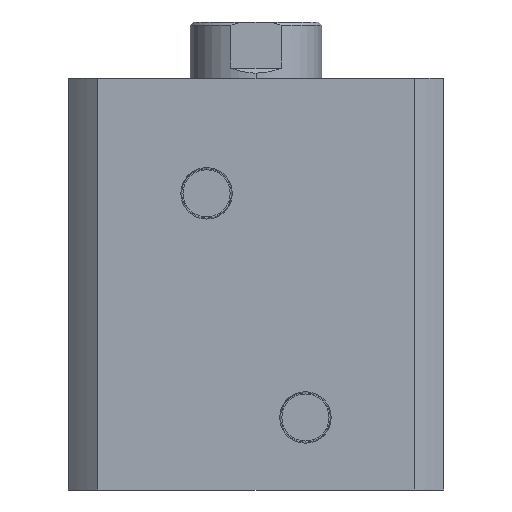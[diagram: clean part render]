
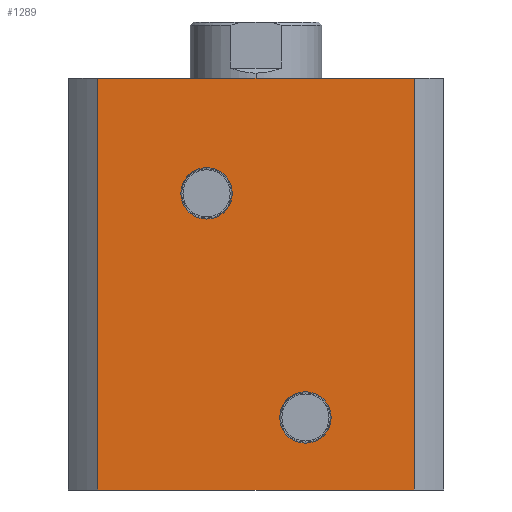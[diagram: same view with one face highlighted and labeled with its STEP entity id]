
A CAD part, left-side view. The second image highlights one B-rep face of the part: STEP entity #1289.
In plain terms, the highlighted planar face has unit normal (-1, 0, 0).
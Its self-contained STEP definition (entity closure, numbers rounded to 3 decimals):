
#93 = VERTEX_POINT ( 'NONE', #926 ) ;
#773 = PLANE ( 'NONE',  #1715 ) ;
#776 = DIRECTION ( 'NONE',  ( 0., 1., 0. ) ) ;
#841 = CARTESIAN_POINT ( 'NONE',  ( -57., 0., 125. ) ) ;
#847 = DIRECTION ( 'NONE',  ( 1., 0., 0. ) ) ;
#876 = CARTESIAN_POINT ( 'NONE',  ( -57., -15., 14.203 ) ) ;
#885 = CARTESIAN_POINT ( 'NONE',  ( -57., -15., 29.797 ) ) ;
#911 = CARTESIAN_POINT ( 'NONE',  ( -57., 47.971, 125. ) ) ;
#912 = CARTESIAN_POINT ( 'NONE',  ( -57., 47.971, 0. ) ) ;
#916 = CARTESIAN_POINT ( 'NONE',  ( -57., 15., 97.797 ) ) ;
#918 = CARTESIAN_POINT ( 'NONE',  ( -57., 15., 82.203 ) ) ;
#926 = CARTESIAN_POINT ( 'NONE',  ( -57., -47.971, 0. ) ) ;
#939 = CARTESIAN_POINT ( 'NONE',  ( -57., -47.971, 125. ) ) ;
#1060 = VERTEX_POINT ( 'NONE', #939 ) ;
#1062 = VERTEX_POINT ( 'NONE', #912 ) ;
#1063 = VERTEX_POINT ( 'NONE', #911 ) ;
#1091 = VERTEX_POINT ( 'NONE', #885 ) ;
#1097 = VERTEX_POINT ( 'NONE', #916 ) ;
#1099 = VERTEX_POINT ( 'NONE', #918 ) ;
#1101 = VERTEX_POINT ( 'NONE', #876 ) ;
#1211 = EDGE_LOOP ( 'NONE', ( #3324, #3353, #3363, #3354 ) ) ;
#1212 = EDGE_LOOP ( 'NONE', ( #3144, #3142 ) ) ;
#1215 = EDGE_LOOP ( 'NONE', ( #3112, #3115 ) ) ;
#1289 = ADVANCED_FACE ( 'NONE', ( #3521, #3518, #3531 ), #773, .F. ) ;
#1438 = EDGE_CURVE ( 'NONE', #1101, #1091, #2561, .T. ) ;
#1446 = EDGE_CURVE ( 'NONE', #1099, #1097, #2573, .T. ) ;
#1573 = EDGE_CURVE ( 'NONE', #1063, #1062, #2787, .T. ) ;
#1575 = EDGE_CURVE ( 'NONE', #1091, #1101, #2790, .T. ) ;
#1576 = EDGE_CURVE ( 'NONE', #1097, #1099, #2791, .T. ) ;
#1577 = EDGE_CURVE ( 'NONE', #1062, #93, #2792, .T. ) ;
#1578 = EDGE_CURVE ( 'NONE', #1060, #93, #2793, .T. ) ;
#1579 = EDGE_CURVE ( 'NONE', #1063, #1060, #2788, .T. ) ;
#1715 = AXIS2_PLACEMENT_3D ( 'NONE', #841, #847, #776 ) ;
#1822 = AXIS2_PLACEMENT_3D ( 'NONE', #2048, #2049, #2050 ) ;
#1826 = AXIS2_PLACEMENT_3D ( 'NONE', #2068, #2069, #2070 ) ;
#1869 = AXIS2_PLACEMENT_3D ( 'NONE', #2369, #2370, #2371 ) ;
#1870 = AXIS2_PLACEMENT_3D ( 'NONE', #2374, #2375, #2376 ) ;
#2048 = CARTESIAN_POINT ( 'NONE',  ( -57., -15., 22. ) ) ;
#2049 = DIRECTION ( 'NONE',  ( -1., 0., 0. ) ) ;
#2050 = DIRECTION ( 'NONE',  ( 0., 0., 1. ) ) ;
#2068 = CARTESIAN_POINT ( 'NONE',  ( -57., 15., 90. ) ) ;
#2069 = DIRECTION ( 'NONE',  ( -1., 0., 0. ) ) ;
#2070 = DIRECTION ( 'NONE',  ( 0., 0., 1. ) ) ;
#2352 = DIRECTION ( 'NONE',  ( 0., 0., -1. ) ) ;
#2358 = CARTESIAN_POINT ( 'NONE',  ( -57., 47.971, 125. ) ) ;
#2367 = CARTESIAN_POINT ( 'NONE',  ( -57., 0., 0. ) ) ;
#2368 = DIRECTION ( 'NONE',  ( 0., -1., 0. ) ) ;
#2369 = CARTESIAN_POINT ( 'NONE',  ( -57., -15., 22. ) ) ;
#2370 = DIRECTION ( 'NONE',  ( -1., 0., 0. ) ) ;
#2371 = DIRECTION ( 'NONE',  ( 0., 0., 1. ) ) ;
#2373 = CARTESIAN_POINT ( 'NONE',  ( -57., 0., 125. ) ) ;
#2374 = CARTESIAN_POINT ( 'NONE',  ( -57., 15., 90. ) ) ;
#2375 = DIRECTION ( 'NONE',  ( -1., 0., 0. ) ) ;
#2376 = DIRECTION ( 'NONE',  ( 0., 0., 1. ) ) ;
#2377 = CARTESIAN_POINT ( 'NONE',  ( -57., -47.971, 125. ) ) ;
#2379 = DIRECTION ( 'NONE',  ( 0., 0., -1. ) ) ;
#2380 = DIRECTION ( 'NONE',  ( 0., -1., 0. ) ) ;
#2561 = CIRCLE ( 'NONE', #1822, 7.797 ) ;
#2573 = CIRCLE ( 'NONE', #1826, 7.797 ) ;
#2787 = LINE ( 'NONE', #2358, #2789 ) ;
#2788 = LINE ( 'NONE', #2373, #2798 ) ;
#2789 = VECTOR ( 'NONE', #2352, 1000. ) ;
#2790 = CIRCLE ( 'NONE', #1869, 7.797 ) ;
#2791 = CIRCLE ( 'NONE', #1870, 7.797 ) ;
#2792 = LINE ( 'NONE', #2367, #2794 ) ;
#2793 = LINE ( 'NONE', #2377, #2796 ) ;
#2794 = VECTOR ( 'NONE', #2368, 1000. ) ;
#2796 = VECTOR ( 'NONE', #2379, 1000. ) ;
#2798 = VECTOR ( 'NONE', #2380, 1000. ) ;
#3112 = ORIENTED_EDGE ( 'NONE', *, *, #1575, .F. ) ;
#3115 = ORIENTED_EDGE ( 'NONE', *, *, #1438, .F. ) ;
#3142 = ORIENTED_EDGE ( 'NONE', *, *, #1446, .F. ) ;
#3144 = ORIENTED_EDGE ( 'NONE', *, *, #1576, .F. ) ;
#3324 = ORIENTED_EDGE ( 'NONE', *, *, #1577, .T. ) ;
#3353 = ORIENTED_EDGE ( 'NONE', *, *, #1578, .F. ) ;
#3354 = ORIENTED_EDGE ( 'NONE', *, *, #1573, .T. ) ;
#3363 = ORIENTED_EDGE ( 'NONE', *, *, #1579, .F. ) ;
#3518 = FACE_BOUND ( 'NONE', #1212, .T. ) ;
#3521 = FACE_BOUND ( 'NONE', #1215, .T. ) ;
#3531 = FACE_OUTER_BOUND ( 'NONE', #1211, .T. ) ;
